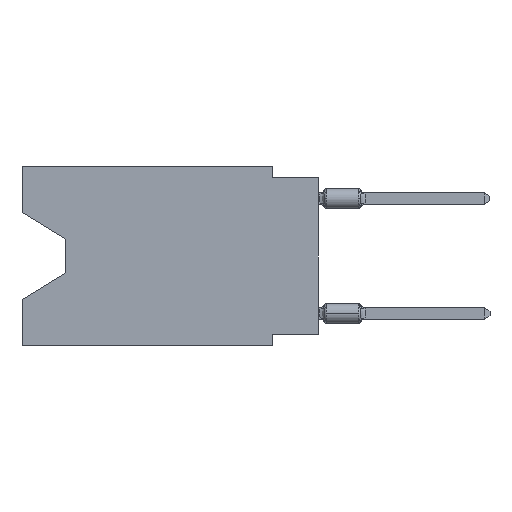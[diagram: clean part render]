
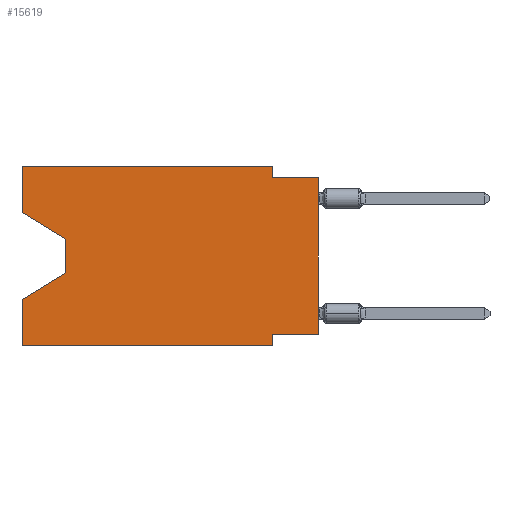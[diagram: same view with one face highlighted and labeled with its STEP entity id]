
A CAD part, left-side view. The second image highlights one B-rep face of the part: STEP entity #15619.
In plain terms, the highlighted planar face has unit normal (-1, 0, 0).
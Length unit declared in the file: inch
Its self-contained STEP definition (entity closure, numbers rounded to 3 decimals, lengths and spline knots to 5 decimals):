
#906 = CARTESIAN_POINT ( 'NONE',  ( 0., 0., 0. ) ) ;
#968 = CARTESIAN_POINT ( 'NONE',  ( 0., 0.55, -0.158 ) ) ;
#1774 = ORIENTED_EDGE ( 'NONE', *, *, #58479, .T. ) ;
#3088 = PLANE ( 'NONE',  #63755 ) ;
#3626 = EDGE_LOOP ( 'NONE', ( #63080, #10422, #45763, #60277, #43644, #3649, #35009, #1774, #9827, #21991, #8531, #19134 ) ) ;
#3649 = ORIENTED_EDGE ( 'NONE', *, *, #34774, .F. ) ;
#5370 = CARTESIAN_POINT ( 'NONE',  ( 0., 0.55, -0.232 ) ) ;
#6631 = VERTEX_POINT ( 'NONE', #9303 ) ;
#6888 = EDGE_CURVE ( 'NONE', #61227, #33279, #12924, .T. ) ;
#8135 = CARTESIAN_POINT ( 'NONE',  ( 0., 0.645, -0.10025 ) ) ;
#8164 = DIRECTION ( 'NONE',  ( 0., -1., 0. ) ) ;
#8531 = ORIENTED_EDGE ( 'NONE', *, *, #37754, .F. ) ;
#8755 = DIRECTION ( 'NONE',  ( 1., 0., 0. ) ) ;
#8994 = CARTESIAN_POINT ( 'NONE',  ( 0., 0.1, 0. ) ) ;
#9030 = CARTESIAN_POINT ( 'NONE',  ( 0., 0.55, -0.232 ) ) ;
#9303 = CARTESIAN_POINT ( 'NONE',  ( 0., 0.1, -0.025 ) ) ;
#9827 = ORIENTED_EDGE ( 'NONE', *, *, #25049, .F. ) ;
#10189 = CARTESIAN_POINT ( 'NONE',  ( 0., 0.1, 0. ) ) ;
#10253 = VECTOR ( 'NONE', #14435, 39.37008 ) ;
#10264 = VECTOR ( 'NONE', #30126, 39.37008 ) ;
#10422 = ORIENTED_EDGE ( 'NONE', *, *, #6888, .T. ) ;
#10469 = DIRECTION ( 'NONE',  ( 0., 1., 0. ) ) ;
#12114 = VECTOR ( 'NONE', #18765, 39.37008 ) ;
#12828 = LINE ( 'NONE', #8135, #62660 ) ;
#12924 = LINE ( 'NONE', #38070, #45387 ) ;
#13626 = EDGE_CURVE ( 'NONE', #56664, #15469, #32475, .T. ) ;
#14079 = CARTESIAN_POINT ( 'NONE',  ( 0., 0., -0.025 ) ) ;
#14409 = LINE ( 'NONE', #34496, #12114 ) ;
#14435 = DIRECTION ( 'NONE',  ( 0., 0., 1. ) ) ;
#15469 = VERTEX_POINT ( 'NONE', #48029 ) ;
#15482 = CARTESIAN_POINT ( 'NONE',  ( 0., 0., -0.365 ) ) ;
#15619 = ADVANCED_FACE ( 'NONE', ( #59712 ), #3088, .F. ) ;
#15823 = VECTOR ( 'NONE', #24903, 39.37008 ) ;
#16189 = CARTESIAN_POINT ( 'NONE',  ( 0., 0., -0.025 ) ) ;
#18765 = DIRECTION ( 'NONE',  ( 0., 0., -1. ) ) ;
#19134 = ORIENTED_EDGE ( 'NONE', *, *, #25420, .F. ) ;
#19867 = EDGE_CURVE ( 'NONE', #58402, #42236, #50673, .T. ) ;
#21735 = VECTOR ( 'NONE', #33882, 39.37008 ) ;
#21991 = ORIENTED_EDGE ( 'NONE', *, *, #26772, .F. ) ;
#22140 = VECTOR ( 'NONE', #58947, 39.37008 ) ;
#24745 = CARTESIAN_POINT ( 'NONE',  ( 0., 0.645, -0.39 ) ) ;
#24903 = DIRECTION ( 'NONE',  ( 0., 0., -1. ) ) ;
#24988 = VERTEX_POINT ( 'NONE', #29927 ) ;
#25049 = EDGE_CURVE ( 'NONE', #6631, #65905, #62439, .T. ) ;
#25420 = EDGE_CURVE ( 'NONE', #24988, #46524, #54984, .T. ) ;
#26772 = EDGE_CURVE ( 'NONE', #59704, #6631, #41342, .T. ) ;
#28004 = VECTOR ( 'NONE', #10469, 39.37008 ) ;
#28322 = DIRECTION ( 'NONE',  ( 0., 0., -1. ) ) ;
#29927 = CARTESIAN_POINT ( 'NONE',  ( 0., 0.645, -0.10025 ) ) ;
#30126 = DIRECTION ( 'NONE',  ( 0., 0.855, -0.519 ) ) ;
#31932 = DIRECTION ( 'NONE',  ( 0., -1., 0. ) ) ;
#32475 = LINE ( 'NONE', #42883, #22140 ) ;
#33239 = CARTESIAN_POINT ( 'NONE',  ( 0., 0.645, 0. ) ) ;
#33279 = VERTEX_POINT ( 'NONE', #5370 ) ;
#33882 = DIRECTION ( 'NONE',  ( 0., 0., 1. ) ) ;
#34496 = CARTESIAN_POINT ( 'NONE',  ( 0., 0.1, -0.39 ) ) ;
#34774 = EDGE_CURVE ( 'NONE', #42236, #15469, #14409, .T. ) ;
#35009 = ORIENTED_EDGE ( 'NONE', *, *, #19867, .F. ) ;
#37721 = LINE ( 'NONE', #906, #55940 ) ;
#37754 = EDGE_CURVE ( 'NONE', #46524, #59704, #54063, .T. ) ;
#38070 = CARTESIAN_POINT ( 'NONE',  ( 0., 0.55, -0.158 ) ) ;
#38914 = CARTESIAN_POINT ( 'NONE',  ( 0., 0.645, 0. ) ) ;
#39121 = VECTOR ( 'NONE', #8164, 39.37008 ) ;
#41342 = LINE ( 'NONE', #10189, #15823 ) ;
#42236 = VERTEX_POINT ( 'NONE', #46424 ) ;
#42767 = DIRECTION ( 'NONE',  ( 0., 0., 1. ) ) ;
#42883 = CARTESIAN_POINT ( 'NONE',  ( 0., 0.645, -0.39 ) ) ;
#42928 = VERTEX_POINT ( 'NONE', #47336 ) ;
#43644 = ORIENTED_EDGE ( 'NONE', *, *, #13626, .T. ) ;
#44890 = LINE ( 'NONE', #9030, #10264 ) ;
#45387 = VECTOR ( 'NONE', #28322, 39.37008 ) ;
#45763 = ORIENTED_EDGE ( 'NONE', *, *, #53061, .T. ) ;
#46424 = CARTESIAN_POINT ( 'NONE',  ( 0., 0.1, -0.365 ) ) ;
#46524 = VERTEX_POINT ( 'NONE', #49571 ) ;
#47336 = CARTESIAN_POINT ( 'NONE',  ( 0., 0.645, -0.28975 ) ) ;
#48029 = CARTESIAN_POINT ( 'NONE',  ( 0., 0.1, -0.39 ) ) ;
#48070 = CARTESIAN_POINT ( 'NONE',  ( 0., 0.645, 0. ) ) ;
#49571 = CARTESIAN_POINT ( 'NONE',  ( 0., 0.645, 0. ) ) ;
#50301 = CARTESIAN_POINT ( 'NONE',  ( 0., 0.645, 0. ) ) ;
#50490 = CARTESIAN_POINT ( 'NONE',  ( 0., 0., -0.365 ) ) ;
#50673 = LINE ( 'NONE', #15482, #28004 ) ;
#52530 = EDGE_CURVE ( 'NONE', #24988, #61227, #12828, .T. ) ;
#53061 = EDGE_CURVE ( 'NONE', #33279, #42928, #44890, .T. ) ;
#53708 = DIRECTION ( 'NONE',  ( 0., -0.855, -0.519 ) ) ;
#54063 = LINE ( 'NONE', #48070, #39121 ) ;
#54984 = LINE ( 'NONE', #50301, #10253 ) ;
#55940 = VECTOR ( 'NONE', #42767, 39.37008 ) ;
#56664 = VERTEX_POINT ( 'NONE', #24745 ) ;
#58369 = VECTOR ( 'NONE', #31932, 39.37008 ) ;
#58402 = VERTEX_POINT ( 'NONE', #50490 ) ;
#58479 = EDGE_CURVE ( 'NONE', #58402, #65905, #37721, .T. ) ;
#58730 = DIRECTION ( 'NONE',  ( 0., 0., -1. ) ) ;
#58910 = EDGE_CURVE ( 'NONE', #56664, #42928, #60023, .T. ) ;
#58947 = DIRECTION ( 'NONE',  ( 0., -1., 0. ) ) ;
#59704 = VERTEX_POINT ( 'NONE', #8994 ) ;
#59712 = FACE_OUTER_BOUND ( 'NONE', #3626, .T. ) ;
#60023 = LINE ( 'NONE', #38914, #21735 ) ;
#60277 = ORIENTED_EDGE ( 'NONE', *, *, #58910, .F. ) ;
#61227 = VERTEX_POINT ( 'NONE', #968 ) ;
#62439 = LINE ( 'NONE', #16189, #58369 ) ;
#62660 = VECTOR ( 'NONE', #53708, 39.37008 ) ;
#63080 = ORIENTED_EDGE ( 'NONE', *, *, #52530, .T. ) ;
#63755 = AXIS2_PLACEMENT_3D ( 'NONE', #33239, #8755, #58730 ) ;
#65905 = VERTEX_POINT ( 'NONE', #14079 ) ;
